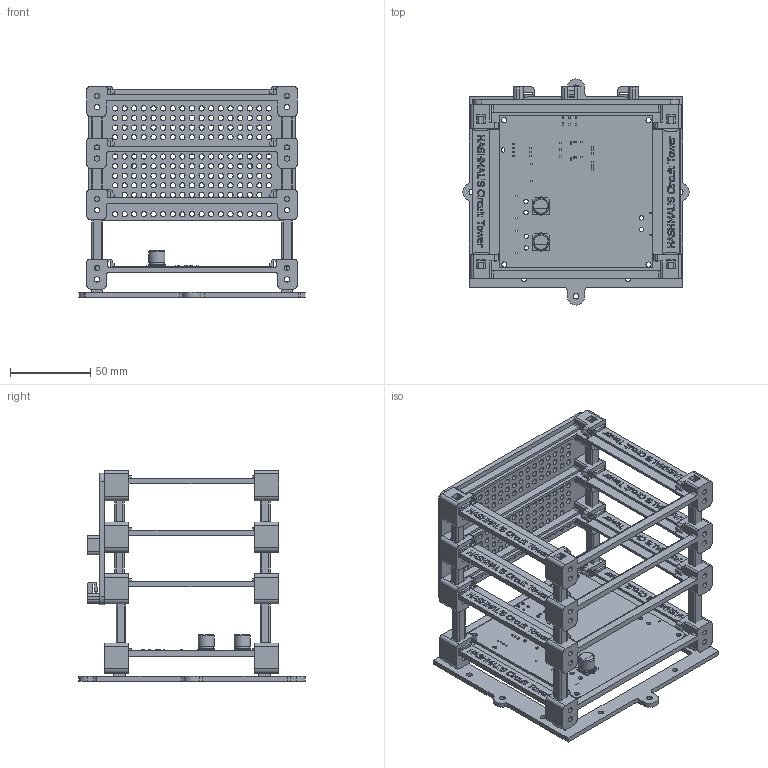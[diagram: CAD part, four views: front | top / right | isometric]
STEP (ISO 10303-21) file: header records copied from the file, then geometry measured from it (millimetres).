
FILE_DESCRIPTION(/* description */ ('Unknown'),/* implementation_level */ '2;1');
FILE_NAME(/* name */ 'HASHMAL''S_Circuit_Tower',/* time_stamp */ '2024-12-16T19:31:56+09:00',/* author */ ('Unknown'),/* organization */ ('Unknown'),/* preprocessor_version */ 'ST-DEVELOPER v19.4',/* originating_system */ 'Solid Edge',/* authorisation */ 'Unknown');
FILE_SCHEMA (('AUTOMOTIVE_DESIGN {1 0 10303 214 3 1 1}'));
Length unit declared in the file: millimetre
Products named in the file (20): towerno102; hashira_nagai; yoko2; yoko1; hashira_mijikai; soko1kansei2; AltairMD_V7; CP_Elec_10x10; SOLID; R_0603_1608Metric; SOLID_0; D_0603_1608Metric; SOLID_1; LED_0603_1608Metric; SOLID_2; C_0603_1608Metric; SOLID_3; AltairMD_V7 PCB; yokomount2; yokomount
Assembly tree (70 placements, depth 4):
  towerno102
    hashira_nagai  x4
    yoko2  x8
    yoko1  x8
    hashira_mijikai  x8
    soko1kansei2
    AltairMD_V7
      CP_Elec_10x10  x2
        SOLID
      R_0603_1608Metric  x14
        SOLID_0
      D_0603_1608Metric  x2
        SOLID_1
      LED_0603_1608Metric  x3
        SOLID_2
      C_0603_1608Metric  x9
        SOLID_3
      AltairMD_V7 PCB
    yokomount2  x3
    yokomount
Bounding box: 140.96 x 141.05 x 131.3 mm (x, y, z)
Volume: 164337.2 mm3; surface area: 160883 mm2
Topology: 64 solids, 64 shells, 4862 faces, 13307 edges, 8854 vertices
Faces by surface type: plane 3249, cylinder 1087, bspline 512, torus 14
Full cylindrical faces by diameter (mm): 0.95 x4, 2.7 x6, 3 x42, 3.2 x4, 3.3 x240, 3.5 x12, 10 x4
Entity records: 44179 total; most frequent: CARTESIAN_POINT 8021, ORIENTED_EDGE 6126, DIRECTION 6005, EDGE_CURVE 3063, LINE 2183, VECTOR 2183, VERTEX_POINT 2165, AXIS2_PLACEMENT_3D 1911
